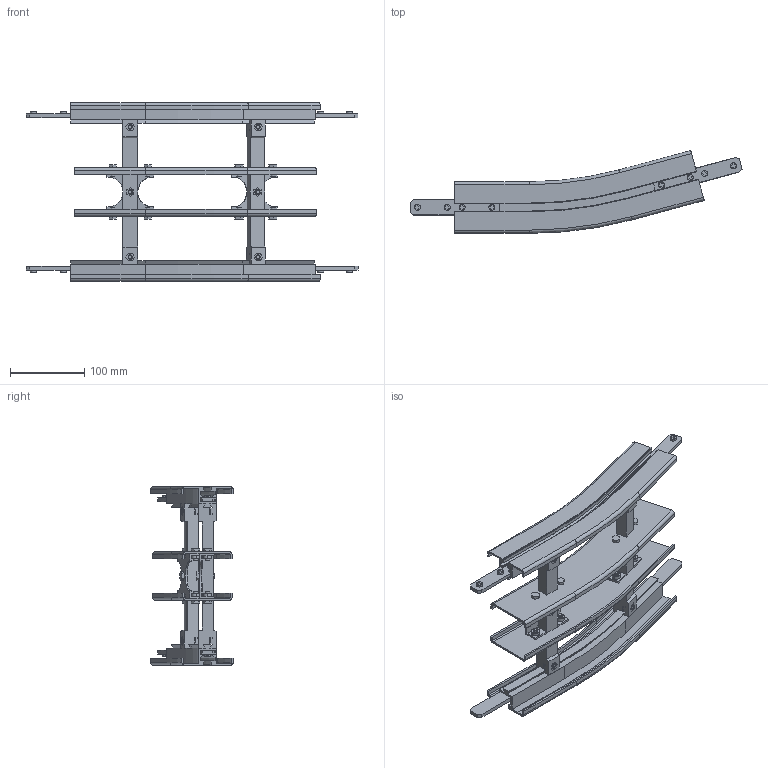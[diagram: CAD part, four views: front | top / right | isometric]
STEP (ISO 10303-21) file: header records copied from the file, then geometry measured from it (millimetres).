
FILE_DESCRIPTION(('STEP AP214'),'1');
FILE_NAME('cctmp_3925D56E-AF0E-4AB3-877A-B5BBED75B186_2023_02_14_08_41_38_0946_14188..stp','2023-02-14T07:41:39',('Bosch Rexroth AG'),('CADClick - www.CADClick.com'),'Spatial InterOp 3D',' ','unknown authorization - (Healing Option Enabled)');
FILE_SCHEMA(('AUTOMOTIVE_DESIGN'));
Length unit declared in the file: millimetre
Products named in the file (1): 2023_02_14_08_41_38_0931
Bounding box: 445.8 x 110.74 x 240 mm (x, y, z)
Volume: 595503 mm3; surface area: 363002.9 mm2
Topology: 1 solids, 3 shells, 1000 faces, 2608 edges, 1688 vertices
Faces by surface type: plane 708, cylinder 228, cone 40, torus 24
Entity records: 38452 total; most frequent: CARTESIAN_POINT 5297, ORIENTED_EDGE 5216, DIRECTION 5162, EDGE_CURVE 2608, LINE 2056, VECTOR 2056, VERTEX_POINT 1688, AXIS2_PLACEMENT_3D 1553
